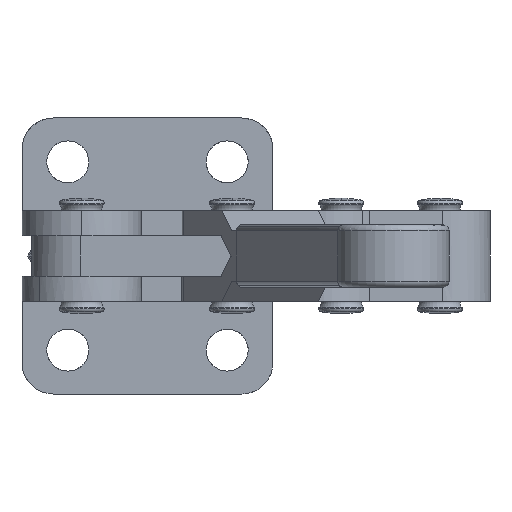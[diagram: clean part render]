
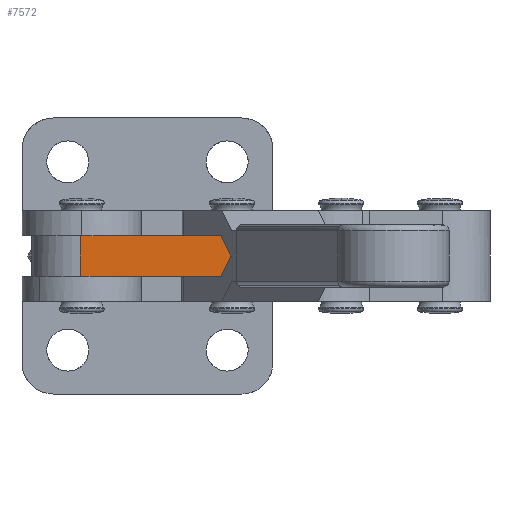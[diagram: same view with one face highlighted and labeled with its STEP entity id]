
A CAD part, front view. The second image highlights one B-rep face of the part: STEP entity #7572.
In plain terms, the highlighted planar face has unit normal (-0.028, -1, 0).
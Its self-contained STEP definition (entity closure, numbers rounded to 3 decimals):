
#7527=AXIS2_PLACEMENT_3D('Plane Axis2P3D',#7524,#7525,#7526) ;
#6155=CARTESIAN_POINT('Vertex',(-0.224,-7.997,0.)) ;
#6158=CARTESIAN_POINT('Line Origine',(2.337,-8.069,0.)) ;
#6162=CARTESIAN_POINT('Vertex',(4.897,-8.14,0.)) ;
#6282=CARTESIAN_POINT('Vertex',(4.897,-8.14,-6.4)) ;
#6285=CARTESIAN_POINT('Line Origine',(2.337,-8.069,-6.4)) ;
#6289=CARTESIAN_POINT('Vertex',(-0.224,-7.997,-6.4)) ;
#7505=CARTESIAN_POINT('Line Origine',(-0.224,-7.997,-3.84)) ;
#7524=CARTESIAN_POINT('Axis2P3D Location',(11.771,-8.333,-4.8)) ;
#7529=CARTESIAN_POINT('Line Origine',(11.218,-8.317,-6.4)) ;
#7533=CARTESIAN_POINT('Vertex',(17.538,-8.494,-6.4)) ;
#7536=CARTESIAN_POINT('Line Origine',(20.652,-8.582,-6.4)) ;
#7540=CARTESIAN_POINT('Vertex',(23.767,-8.669,-6.4)) ;
#7543=CARTESIAN_POINT('Line Origine',(23.767,-8.669,-3.2)) ;
#7547=CARTESIAN_POINT('Vertex',(23.767,-8.669,0.)) ;
#7550=CARTESIAN_POINT('Line Origine',(20.652,-8.582,0.)) ;
#7554=CARTESIAN_POINT('Vertex',(17.538,-8.494,0.)) ;
#7557=CARTESIAN_POINT('Line Origine',(11.218,-8.317,0.)) ;
#6159=DIRECTION('Vector Direction',(-1.,0.028,0.)) ;
#6286=DIRECTION('Vector Direction',(-1.,0.028,0.)) ;
#7506=DIRECTION('Vector Direction',(0.,0.,1.)) ;
#7525=DIRECTION('Axis2P3D Direction',(-0.028,-1.,0.)) ;
#7526=DIRECTION('Axis2P3D XDirection',(0.,0.,-1.)) ;
#7530=DIRECTION('Vector Direction',(-1.,0.028,0.)) ;
#7537=DIRECTION('Vector Direction',(-1.,0.028,0.)) ;
#7544=DIRECTION('Vector Direction',(0.,0.,-1.)) ;
#7551=DIRECTION('Vector Direction',(-1.,0.028,0.)) ;
#7558=DIRECTION('Vector Direction',(-1.,0.028,0.)) ;
#6160=VECTOR('Line Direction',#6159,1.) ;
#6287=VECTOR('Line Direction',#6286,1.) ;
#7507=VECTOR('Line Direction',#7506,1.) ;
#7531=VECTOR('Line Direction',#7530,1.) ;
#7538=VECTOR('Line Direction',#7537,1.) ;
#7545=VECTOR('Line Direction',#7544,1.) ;
#7552=VECTOR('Line Direction',#7551,1.) ;
#7559=VECTOR('Line Direction',#7558,1.) ;
#7563=ORIENTED_EDGE('',*,*,#7509,.F.) ;
#7564=ORIENTED_EDGE('',*,*,#6291,.F.) ;
#7565=ORIENTED_EDGE('',*,*,#7535,.F.) ;
#7566=ORIENTED_EDGE('',*,*,#7542,.F.) ;
#7567=ORIENTED_EDGE('',*,*,#7549,.F.) ;
#7568=ORIENTED_EDGE('',*,*,#7556,.T.) ;
#7569=ORIENTED_EDGE('',*,*,#7561,.T.) ;
#7570=ORIENTED_EDGE('',*,*,#6164,.T.) ;
#7572=ADVANCED_FACE('SPANNZANGE_TS_G_365_JW41_357909',(#7571),#7528,.T.) ;
#6164=EDGE_CURVE('',#6163,#6156,#6161,.T.) ;
#6291=EDGE_CURVE('',#6283,#6290,#6288,.T.) ;
#7509=EDGE_CURVE('',#6290,#6156,#7508,.T.) ;
#7535=EDGE_CURVE('',#7534,#6283,#7532,.T.) ;
#7542=EDGE_CURVE('',#7541,#7534,#7539,.T.) ;
#7549=EDGE_CURVE('',#7548,#7541,#7546,.T.) ;
#7556=EDGE_CURVE('',#7548,#7555,#7553,.T.) ;
#7561=EDGE_CURVE('',#7555,#6163,#7560,.T.) ;
#7562=EDGE_LOOP('',(#7563,#7564,#7565,#7566,#7567,#7568,#7569,#7570)) ;
#7571=FACE_OUTER_BOUND('',#7562,.T.) ;
#6161=LINE('Line',#6158,#6160) ;
#6288=LINE('Line',#6285,#6287) ;
#7508=LINE('Line',#7505,#7507) ;
#7532=LINE('Line',#7529,#7531) ;
#7539=LINE('Line',#7536,#7538) ;
#7546=LINE('Line',#7543,#7545) ;
#7553=LINE('Line',#7550,#7552) ;
#7560=LINE('Line',#7557,#7559) ;
#7528=PLANE('Plane',#7527) ;
#6156=VERTEX_POINT('',#6155) ;
#6163=VERTEX_POINT('',#6162) ;
#6283=VERTEX_POINT('',#6282) ;
#6290=VERTEX_POINT('',#6289) ;
#7534=VERTEX_POINT('',#7533) ;
#7541=VERTEX_POINT('',#7540) ;
#7548=VERTEX_POINT('',#7547) ;
#7555=VERTEX_POINT('',#7554) ;
